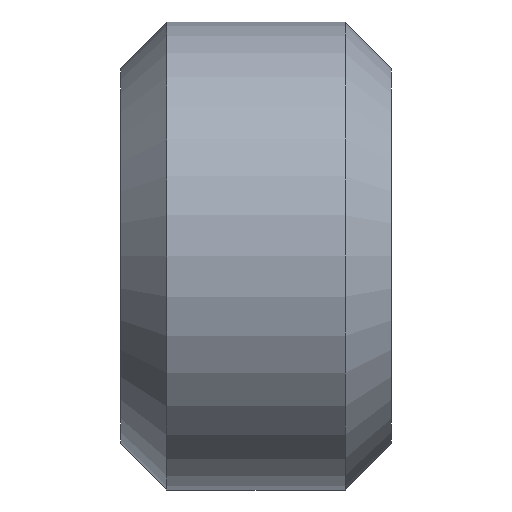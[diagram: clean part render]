
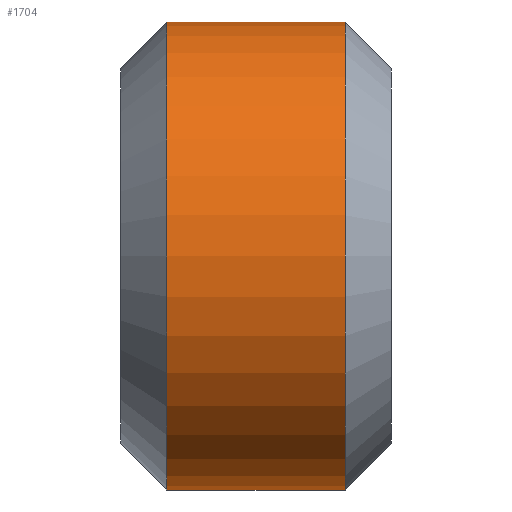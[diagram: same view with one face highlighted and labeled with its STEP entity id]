
A CAD part, front view. The second image highlights one B-rep face of the part: STEP entity #1704.
In plain terms, the highlighted cylindrical face has radius 7.615 mm (diameter 15.23 mm), a partial arc.
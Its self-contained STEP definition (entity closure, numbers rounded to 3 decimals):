
#210 = EDGE_CURVE ( 'NONE', #1012, #2578, #2946, .T. ) ;
#260 = DIRECTION ( 'NONE',  ( -1., 0., 0. ) ) ;
#305 = LINE ( 'NONE', #2922, #3546 ) ;
#572 = CIRCLE ( 'NONE', #3054, 7.615 ) ;
#1012 = VERTEX_POINT ( 'NONE', #1648 ) ;
#1523 = EDGE_CURVE ( 'NONE', #2578, #2334, #305, .T. ) ;
#1557 = VECTOR ( 'NONE', #260, 1000. ) ;
#1575 = CYLINDRICAL_SURFACE ( 'NONE', #4977, 7.615 ) ;
#1648 = CARTESIAN_POINT ( 'NONE',  ( 2.9, 0., -7.615 ) ) ;
#1704 = ADVANCED_FACE ( 'NONE', ( #5626 ), #1575, .T. ) ;
#1897 = EDGE_CURVE ( 'NONE', #1012, #4522, #5340, .T. ) ;
#2004 = DIRECTION ( 'NONE',  ( -1., 0., 0. ) ) ;
#2269 = CARTESIAN_POINT ( 'NONE',  ( 2.9, 0., 0. ) ) ;
#2334 = VERTEX_POINT ( 'NONE', #4253 ) ;
#2578 = VERTEX_POINT ( 'NONE', #4771 ) ;
#2919 = EDGE_LOOP ( 'NONE', ( #2995, #4333, #4416, #3330 ) ) ;
#2922 = CARTESIAN_POINT ( 'NONE',  ( 4.4, 0., 7.615 ) ) ;
#2946 = CIRCLE ( 'NONE', #3801, 7.615 ) ;
#2981 = DIRECTION ( 'NONE',  ( 0., 0., -1. ) ) ;
#2995 = ORIENTED_EDGE ( 'NONE', *, *, #1897, .F. ) ;
#3054 = AXIS2_PLACEMENT_3D ( 'NONE', #4775, #5662, #2981 ) ;
#3110 = DIRECTION ( 'NONE',  ( 0., 0., -1. ) ) ;
#3152 = DIRECTION ( 'NONE',  ( -1., 0., 0. ) ) ;
#3330 = ORIENTED_EDGE ( 'NONE', *, *, #4405, .T. ) ;
#3518 = CARTESIAN_POINT ( 'NONE',  ( -2.9, 0., -7.615 ) ) ;
#3546 = VECTOR ( 'NONE', #2004, 1000. ) ;
#3699 = DIRECTION ( 'NONE',  ( 0., 0., 1. ) ) ;
#3801 = AXIS2_PLACEMENT_3D ( 'NONE', #2269, #3152, #3110 ) ;
#4109 = DIRECTION ( 'NONE',  ( -1., 0., 0. ) ) ;
#4128 = CARTESIAN_POINT ( 'NONE',  ( 4.4, 0., 0. ) ) ;
#4253 = CARTESIAN_POINT ( 'NONE',  ( -2.9, 0., 7.615 ) ) ;
#4333 = ORIENTED_EDGE ( 'NONE', *, *, #210, .T. ) ;
#4405 = EDGE_CURVE ( 'NONE', #2334, #4522, #572, .T. ) ;
#4416 = ORIENTED_EDGE ( 'NONE', *, *, #1523, .T. ) ;
#4522 = VERTEX_POINT ( 'NONE', #3518 ) ;
#4710 = CARTESIAN_POINT ( 'NONE',  ( 4.4, 0., -7.615 ) ) ;
#4771 = CARTESIAN_POINT ( 'NONE',  ( 2.9, 0., 7.615 ) ) ;
#4775 = CARTESIAN_POINT ( 'NONE',  ( -2.9, 0., 0. ) ) ;
#4977 = AXIS2_PLACEMENT_3D ( 'NONE', #4128, #4109, #3699 ) ;
#5340 = LINE ( 'NONE', #4710, #1557 ) ;
#5626 = FACE_OUTER_BOUND ( 'NONE', #2919, .T. ) ;
#5662 = DIRECTION ( 'NONE',  ( 1., 0., 0. ) ) ;
